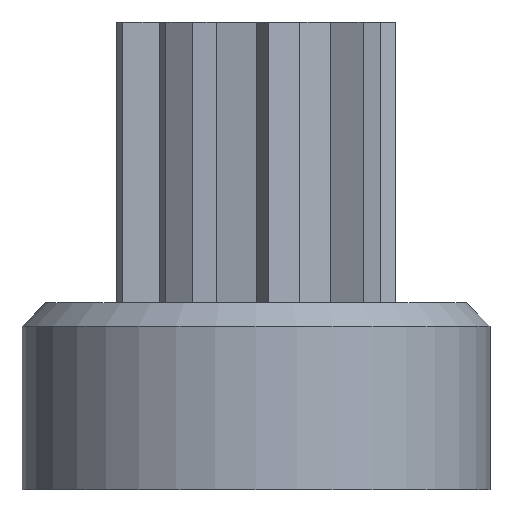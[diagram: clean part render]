
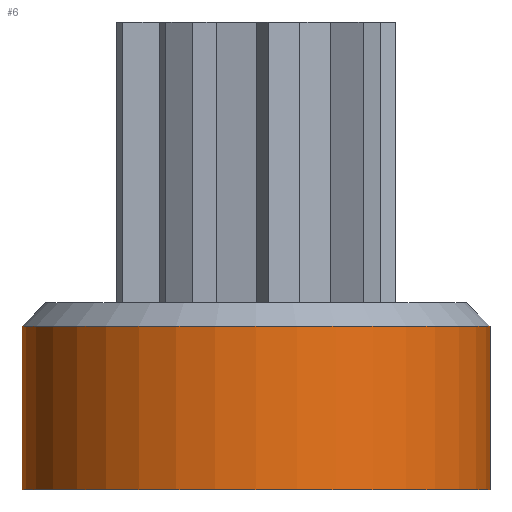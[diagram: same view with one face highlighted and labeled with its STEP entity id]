
A CAD part, front view. The second image highlights one B-rep face of the part: STEP entity #6.
In plain terms, the highlighted cylindrical face has radius 10 mm (diameter 20 mm), a partial arc.
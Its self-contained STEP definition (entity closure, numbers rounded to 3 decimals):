
#6 = ADVANCED_FACE ( 'NONE', ( #1194 ), #1189, .T. ) ;
#103 = DIRECTION ( 'NONE',  ( 0., 0., 1. ) ) ;
#104 = CARTESIAN_POINT ( 'NONE',  ( 10., 0., -5. ) ) ;
#105 = DIRECTION ( 'NONE',  ( 0., 0., 1. ) ) ;
#106 = CARTESIAN_POINT ( 'NONE',  ( -10., 0., -5. ) ) ;
#178 = DIRECTION ( 'NONE',  ( -1., 0., 0. ) ) ;
#180 = DIRECTION ( 'NONE',  ( 0., 0., -1. ) ) ;
#181 = CARTESIAN_POINT ( 'NONE',  ( 0., 0., 2. ) ) ;
#284 = DIRECTION ( 'NONE',  ( -1., 0., 0. ) ) ;
#285 = DIRECTION ( 'NONE',  ( 0., 0., -1. ) ) ;
#288 = CARTESIAN_POINT ( 'NONE',  ( 0., 0., -5. ) ) ;
#362 = CARTESIAN_POINT ( 'NONE',  ( -10., 0., -5. ) ) ;
#375 = CARTESIAN_POINT ( 'NONE',  ( -10., 0., 2. ) ) ;
#379 = CARTESIAN_POINT ( 'NONE',  ( 10., 0., -5. ) ) ;
#387 = CARTESIAN_POINT ( 'NONE',  ( 10., 0., 2. ) ) ;
#606 = CARTESIAN_POINT ( 'NONE',  ( 0., 0., -5. ) ) ;
#608 = DIRECTION ( 'NONE',  ( 0., 0., 1. ) ) ;
#619 = DIRECTION ( 'NONE',  ( 1., 0., 0. ) ) ;
#789 = VECTOR ( 'NONE', #103, 1000. ) ;
#791 = VECTOR ( 'NONE', #105, 1000. ) ;
#792 = LINE ( 'NONE', #104, #789 ) ;
#794 = LINE ( 'NONE', #106, #791 ) ;
#1113 = CIRCLE ( 'NONE', #1608, 10. ) ;
#1121 = ORIENTED_EDGE ( 'NONE', *, *, #1733, .F. ) ;
#1125 = CIRCLE ( 'NONE', #1610, 10. ) ;
#1139 = ORIENTED_EDGE ( 'NONE', *, *, #1528, .F. ) ;
#1142 = ORIENTED_EDGE ( 'NONE', *, *, #1734, .T. ) ;
#1145 = ORIENTED_EDGE ( 'NONE', *, *, #1539, .T. ) ;
#1189 = CYLINDRICAL_SURFACE ( 'NONE', #1667, 10. ) ;
#1194 = FACE_OUTER_BOUND ( 'NONE', #1210, .T. ) ;
#1210 = EDGE_LOOP ( 'NONE', ( #1121, #1139, #1142, #1145 ) ) ;
#1419 = VERTEX_POINT ( 'NONE', #379 ) ;
#1421 = VERTEX_POINT ( 'NONE', #387 ) ;
#1422 = VERTEX_POINT ( 'NONE', #375 ) ;
#1430 = VERTEX_POINT ( 'NONE', #362 ) ;
#1528 = EDGE_CURVE ( 'NONE', #1419, #1430, #1125, .T. ) ;
#1539 = EDGE_CURVE ( 'NONE', #1421, #1422, #1113, .T. ) ;
#1608 = AXIS2_PLACEMENT_3D ( 'NONE', #181, #180, #178 ) ;
#1610 = AXIS2_PLACEMENT_3D ( 'NONE', #288, #285, #284 ) ;
#1667 = AXIS2_PLACEMENT_3D ( 'NONE', #606, #608, #619 ) ;
#1733 = EDGE_CURVE ( 'NONE', #1430, #1422, #794, .T. ) ;
#1734 = EDGE_CURVE ( 'NONE', #1419, #1421, #792, .T. ) ;
